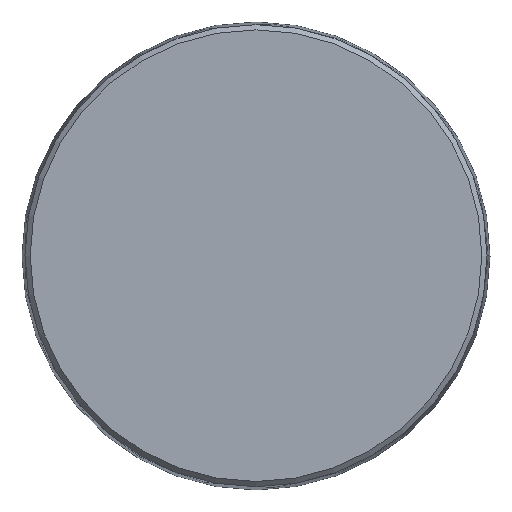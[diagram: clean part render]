
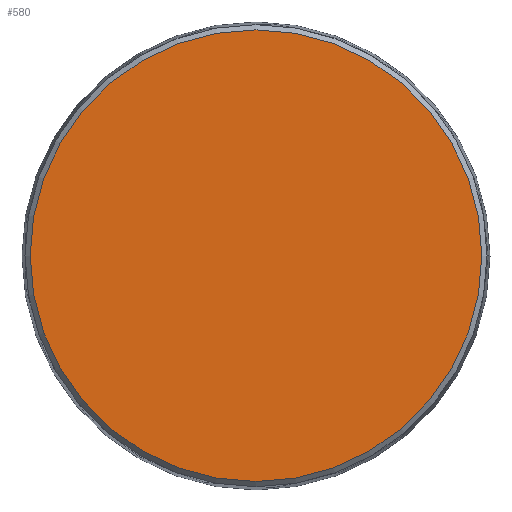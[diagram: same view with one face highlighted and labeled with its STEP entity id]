
A CAD part, top view. The second image highlights one B-rep face of the part: STEP entity #580.
In plain terms, the highlighted planar face has unit normal (0, 0, 1).
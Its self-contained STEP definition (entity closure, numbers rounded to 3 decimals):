
#95=FACE_OUTER_BOUND('',#132,.T.);
#132=EDGE_LOOP('',(#481));
#178=CIRCLE('',#751,22.);
#288=VERTEX_POINT('',#1113);
#356=EDGE_CURVE('',#288,#288,#178,.T.);
#481=ORIENTED_EDGE('',*,*,#356,.F.);
#553=PLANE('',#754);
#580=ADVANCED_FACE('',(#95),#553,.T.);
#751=AXIS2_PLACEMENT_3D('',#1115,#894,#895);
#754=AXIS2_PLACEMENT_3D('',#1120,#901,#902);
#894=DIRECTION('center_axis',(0.,0.,-1.));
#895=DIRECTION('ref_axis',(-1.,0.,0.));
#901=DIRECTION('center_axis',(0.,0.,1.));
#902=DIRECTION('ref_axis',(1.,0.,0.));
#1113=CARTESIAN_POINT('',(22.,0.,17.));
#1115=CARTESIAN_POINT('Origin',(0.,0.,17.));
#1120=CARTESIAN_POINT('Origin',(0.,0.,17.));
